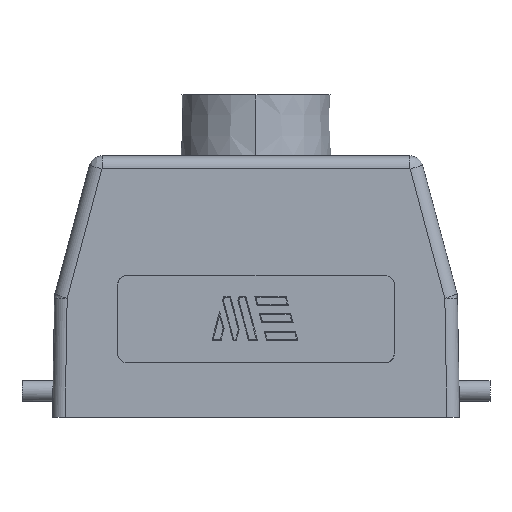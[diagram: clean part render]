
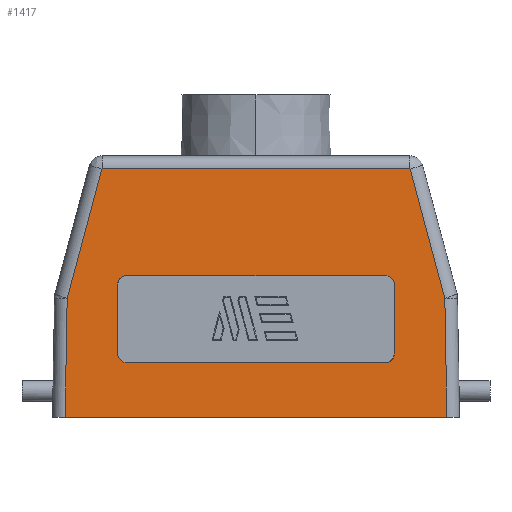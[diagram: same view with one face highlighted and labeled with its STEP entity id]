
A CAD part, front view. The second image highlights one B-rep face of the part: STEP entity #1417.
In plain terms, the highlighted planar face has unit normal (0, -1, 0.018).
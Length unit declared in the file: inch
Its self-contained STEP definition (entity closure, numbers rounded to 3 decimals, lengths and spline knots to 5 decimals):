
#15 = ORIENTED_EDGE ( 'NONE', *, *, #945, .T. ) ;
#58 = DIRECTION ( 'NONE',  ( 0.017, 0.017, 1. ) ) ;
#135 = ORIENTED_EDGE ( 'NONE', *, *, #6804, .T. ) ;
#229 = CARTESIAN_POINT ( 'NONE',  ( -1.18607, -0.82778, 1.06997 ) ) ;
#243 = ORIENTED_EDGE ( 'NONE', *, *, #879, .F. ) ;
#388 = CARTESIAN_POINT ( 'NONE',  ( 0., -0.80725, 2.24616 ) ) ;
#407 = FACE_OUTER_BOUND ( 'NONE', #4288, .T. ) ;
#523 =( BOUNDED_CURVE ( )  B_SPLINE_CURVE ( 3, ( #849, #1976, #6508, #5382 ),
 .UNSPECIFIED., .F., .F. ) 
 B_SPLINE_CURVE_WITH_KNOTS ( ( 4, 4 ),
 ( 4.71239, 6.28288 ),
 .UNSPECIFIED. ) 
 CURVE ( )  GEOMETRIC_REPRESENTATION_ITEM ( )  RATIONAL_B_SPLINE_CURVE ( ( 1., 0.805, 0.805, 1. ) ) 
 REPRESENTATION_ITEM ( '' )  );
#602 = CARTESIAN_POINT ( 'NONE',  ( 0., -0.82413, 1.27914 ) ) ;
#724 =( BOUNDED_CURVE ( )  B_SPLINE_CURVE ( 3, ( #2348, #4630, #4568, #4099 ),
 .UNSPECIFIED., .F., .F. ) 
 B_SPLINE_CURVE_WITH_KNOTS ( ( 4, 4 ),
 ( 5.1761, 6.74659 ),
 .UNSPECIFIED. ) 
 CURVE ( )  GEOMETRIC_REPRESENTATION_ITEM ( )  RATIONAL_B_SPLINE_CURVE ( ( 1., 0.805, 0.805, 1. ) ) 
 REPRESENTATION_ITEM ( '' )  );
#757 = CARTESIAN_POINT ( 'NONE',  ( -0.87091, -0.80725, 2.24616 ) ) ;
#759 = VECTOR ( 'NONE', #3848, 39.37008 ) ;
#779 = CARTESIAN_POINT ( 'NONE',  ( -2.3622, -0.84646, 0. ) ) ;
#832 = VERTEX_POINT ( 'NONE', #229 ) ;
#849 = CARTESIAN_POINT ( 'NONE',  ( 1.69254, -0.82413, 1.27914 ) ) ;
#879 = EDGE_CURVE ( 'NONE', #2638, #5809, #6298, .T. ) ;
#884 = CARTESIAN_POINT ( 'NONE',  ( -0.64947, -0.83786, 0.49228 ) ) ;
#886 = CARTESIAN_POINT ( 'NONE',  ( -0.64947, -0.83786, 0.49228 ) ) ;
#906 = VECTOR ( 'NONE', #2586, 39.37008 ) ;
#920 = CARTESIAN_POINT ( 'NONE',  ( -0.69559, -0.83786, 0.49228 ) ) ;
#945 = EDGE_CURVE ( 'NONE', #3678, #3442, #3174, .T. ) ;
#982 = CARTESIAN_POINT ( 'NONE',  ( 1.91422, -0.80725, 2.24616 ) ) ;
#991 = CARTESIAN_POINT ( 'NONE',  ( 2.24805, -0.84646, 0. ) ) ;
#1022 = DIRECTION ( 'NONE',  ( 0., -1., 0.017 ) ) ;
#1033 = VECTOR ( 'NONE', #3243, 39.37008 ) ;
#1052 = ORIENTED_EDGE ( 'NONE', *, *, #2313, .T. ) ;
#1199 = CARTESIAN_POINT ( 'NONE',  ( -0.69535, -0.82413, 1.27914 ) ) ;
#1269 = CARTESIAN_POINT ( 'NONE',  ( -0.64923, -0.82413, 1.27914 ) ) ;
#1276 = DIRECTION ( 'NONE',  ( 0., -0.017, -1. ) ) ;
#1291 = CARTESIAN_POINT ( 'NONE',  ( 2.22937, -0.82778, 1.06997 ) ) ;
#1326 = EDGE_CURVE ( 'NONE', #3442, #2087, #1740, .T. ) ;
#1330 = DIRECTION ( 'NONE',  ( -1., 0., 0. ) ) ;
#1417 = ADVANCED_FACE ( 'NONE', ( #407, #4332 ), #3682, .T. ) ;
#1650 = LINE ( 'NONE', #5459, #1033 ) ;
#1740 =( BOUNDED_CURVE ( )  B_SPLINE_CURVE ( 3, ( #884, #920, #3788, #4270 ),
 .UNSPECIFIED., .F., .F. ) 
 B_SPLINE_CURVE_WITH_KNOTS ( ( 4, 4 ),
 ( 5.81978, 7.39027 ),
 .UNSPECIFIED. ) 
 CURVE ( )  GEOMETRIC_REPRESENTATION_ITEM ( )  RATIONAL_B_SPLINE_CURVE ( ( 1., 0.805, 0.805, 1. ) ) 
 REPRESENTATION_ITEM ( '' )  );
#1766 = VERTEX_POINT ( 'NONE', #2101 ) ;
#1773 = CARTESIAN_POINT ( 'NONE',  ( -1.20452, -0.84623, 0.01277 ) ) ;
#1892 = CARTESIAN_POINT ( 'NONE',  ( 1.77129, -0.8255, 1.20043 ) ) ;
#1943 = EDGE_CURVE ( 'NONE', #1766, #6122, #3869, .T. ) ;
#1976 = CARTESIAN_POINT ( 'NONE',  ( 1.73866, -0.82413, 1.27914 ) ) ;
#2024 = LINE ( 'NONE', #388, #6278 ) ;
#2037 = EDGE_CURVE ( 'NONE', #2772, #3678, #724, .T. ) ;
#2087 = VERTEX_POINT ( 'NONE', #5858 ) ;
#2101 = CARTESIAN_POINT ( 'NONE',  ( -0.64923, -0.82413, 1.27914 ) ) ;
#2113 = LINE ( 'NONE', #4389, #759 ) ;
#2158 = ORIENTED_EDGE ( 'NONE', *, *, #7000, .T. ) ;
#2313 = EDGE_CURVE ( 'NONE', #2087, #3979, #1650, .T. ) ;
#2318 = LINE ( 'NONE', #757, #2794 ) ;
#2348 = CARTESIAN_POINT ( 'NONE',  ( 1.77148, -0.83649, 0.57103 ) ) ;
#2420 = DIRECTION ( 'NONE',  ( -0.259, -0.017, -0.966 ) ) ;
#2586 = DIRECTION ( 'NONE',  ( -1., 0., 0. ) ) ;
#2596 = DIRECTION ( 'NONE',  ( -1., 0., 0. ) ) ;
#2638 = VERTEX_POINT ( 'NONE', #991 ) ;
#2772 = VERTEX_POINT ( 'NONE', #5058 ) ;
#2793 = CARTESIAN_POINT ( 'NONE',  ( 2.24805, -0.84646, 0. ) ) ;
#2794 = VECTOR ( 'NONE', #2420, 39.37008 ) ;
#2818 = DIRECTION ( 'NONE',  ( 1., 0., 0. ) ) ;
#2909 = ORIENTED_EDGE ( 'NONE', *, *, #2037, .T. ) ;
#2927 = EDGE_CURVE ( 'NONE', #2638, #3269, #6371, .T. ) ;
#2976 = CARTESIAN_POINT ( 'NONE',  ( -0.72798, -0.8255, 1.20043 ) ) ;
#3018 = LINE ( 'NONE', #1892, #4542 ) ;
#3045 = ORIENTED_EDGE ( 'NONE', *, *, #1943, .T. ) ;
#3105 = VECTOR ( 'NONE', #1330, 39.37008 ) ;
#3123 = CARTESIAN_POINT ( 'NONE',  ( -0.87091, -0.80725, 2.24616 ) ) ;
#3174 = LINE ( 'NONE', #3209, #906 ) ;
#3209 = CARTESIAN_POINT ( 'NONE',  ( 0., -0.83786, 0.49228 ) ) ;
#3233 = VECTOR ( 'NONE', #2818, 39.37008 ) ;
#3243 = DIRECTION ( 'NONE',  ( 0., 0.017, 1. ) ) ;
#3269 = VERTEX_POINT ( 'NONE', #1291 ) ;
#3415 = EDGE_CURVE ( 'NONE', #6122, #3883, #523, .T. ) ;
#3442 = VERTEX_POINT ( 'NONE', #886 ) ;
#3535 = VECTOR ( 'NONE', #5014, 39.37008 ) ;
#3640 = CARTESIAN_POINT ( 'NONE',  ( 1.77129, -0.8255, 1.20043 ) ) ;
#3678 = VERTEX_POINT ( 'NONE', #6758 ) ;
#3682 = PLANE ( 'NONE',  #5763 ) ;
#3782 = CARTESIAN_POINT ( 'NONE',  ( -0.72798, -0.8255, 1.20043 ) ) ;
#3788 = CARTESIAN_POINT ( 'NONE',  ( -0.72819, -0.83729, 0.52489 ) ) ;
#3797 = VERTEX_POINT ( 'NONE', #3123 ) ;
#3848 = DIRECTION ( 'NONE',  ( -0.259, 0.017, 0.966 ) ) ;
#3865 = ORIENTED_EDGE ( 'NONE', *, *, #6463, .T. ) ;
#3869 = LINE ( 'NONE', #602, #3233 ) ;
#3883 = VERTEX_POINT ( 'NONE', #3640 ) ;
#3925 = EDGE_CURVE ( 'NONE', #3269, #6518, #2113, .T. ) ;
#3968 = CARTESIAN_POINT ( 'NONE',  ( -0.72797, -0.8247, 1.24654 ) ) ;
#3979 = VERTEX_POINT ( 'NONE', #3782 ) ;
#4032 = EDGE_CURVE ( 'NONE', #3979, #1766, #5911, .T. ) ;
#4099 = CARTESIAN_POINT ( 'NONE',  ( 1.69278, -0.83786, 0.49228 ) ) ;
#4270 = CARTESIAN_POINT ( 'NONE',  ( -0.72817, -0.83649, 0.57103 ) ) ;
#4288 = EDGE_LOOP ( 'NONE', ( #135, #4289, #243, #4532, #6213, #2158 ) ) ;
#4289 = ORIENTED_EDGE ( 'NONE', *, *, #4562, .F. ) ;
#4332 = FACE_BOUND ( 'NONE', #6084, .T. ) ;
#4337 = ORIENTED_EDGE ( 'NONE', *, *, #1326, .T. ) ;
#4389 = CARTESIAN_POINT ( 'NONE',  ( 2.22937, -0.82778, 1.06997 ) ) ;
#4532 = ORIENTED_EDGE ( 'NONE', *, *, #2927, .T. ) ;
#4542 = VECTOR ( 'NONE', #1276, 39.37008 ) ;
#4562 = EDGE_CURVE ( 'NONE', #5809, #832, #5612, .T. ) ;
#4568 = CARTESIAN_POINT ( 'NONE',  ( 1.7389, -0.83786, 0.49228 ) ) ;
#4630 = CARTESIAN_POINT ( 'NONE',  ( 1.77149, -0.83729, 0.52489 ) ) ;
#5007 = ORIENTED_EDGE ( 'NONE', *, *, #3415, .T. ) ;
#5014 = DIRECTION ( 'NONE',  ( -0.017, 0.017, 1. ) ) ;
#5058 = CARTESIAN_POINT ( 'NONE',  ( 1.77148, -0.83649, 0.57103 ) ) ;
#5228 = VECTOR ( 'NONE', #58, 39.37008 ) ;
#5382 = CARTESIAN_POINT ( 'NONE',  ( 1.77129, -0.8255, 1.20043 ) ) ;
#5451 = DIRECTION ( 'NONE',  ( 0., -0.017, -1. ) ) ;
#5459 = CARTESIAN_POINT ( 'NONE',  ( -0.72817, -0.83649, 0.57103 ) ) ;
#5612 = LINE ( 'NONE', #1773, #5228 ) ;
#5763 = AXIS2_PLACEMENT_3D ( 'NONE', #5989, #1022, #5451 ) ;
#5809 = VERTEX_POINT ( 'NONE', #6085 ) ;
#5858 = CARTESIAN_POINT ( 'NONE',  ( -0.72817, -0.83649, 0.57103 ) ) ;
#5911 =( BOUNDED_CURVE ( )  B_SPLINE_CURVE ( 3, ( #2976, #3968, #1199, #1269 ),
 .UNSPECIFIED., .F., .F. ) 
 B_SPLINE_CURVE_WITH_KNOTS ( ( 4, 4 ),
 ( 0.0003, 1.5708 ),
 .UNSPECIFIED. ) 
 CURVE ( )  GEOMETRIC_REPRESENTATION_ITEM ( )  RATIONAL_B_SPLINE_CURVE ( ( 1., 0.805, 0.805, 1. ) ) 
 REPRESENTATION_ITEM ( '' )  );
#5989 = CARTESIAN_POINT ( 'NONE',  ( 0., -0.84646, 0. ) ) ;
#6084 = EDGE_LOOP ( 'NONE', ( #4337, #1052, #6540, #3045, #5007, #3865, #2909, #15 ) ) ;
#6085 = CARTESIAN_POINT ( 'NONE',  ( -1.20474, -0.84646, 0. ) ) ;
#6122 = VERTEX_POINT ( 'NONE', #6800 ) ;
#6213 = ORIENTED_EDGE ( 'NONE', *, *, #3925, .T. ) ;
#6278 = VECTOR ( 'NONE', #2596, 39.37008 ) ;
#6298 = LINE ( 'NONE', #779, #3105 ) ;
#6371 = LINE ( 'NONE', #2793, #3535 ) ;
#6463 = EDGE_CURVE ( 'NONE', #3883, #2772, #3018, .T. ) ;
#6508 = CARTESIAN_POINT ( 'NONE',  ( 1.77127, -0.8247, 1.24654 ) ) ;
#6518 = VERTEX_POINT ( 'NONE', #982 ) ;
#6540 = ORIENTED_EDGE ( 'NONE', *, *, #4032, .T. ) ;
#6758 = CARTESIAN_POINT ( 'NONE',  ( 1.69278, -0.83786, 0.49228 ) ) ;
#6800 = CARTESIAN_POINT ( 'NONE',  ( 1.69254, -0.82413, 1.27914 ) ) ;
#6804 = EDGE_CURVE ( 'NONE', #3797, #832, #2318, .T. ) ;
#7000 = EDGE_CURVE ( 'NONE', #6518, #3797, #2024, .T. ) ;
